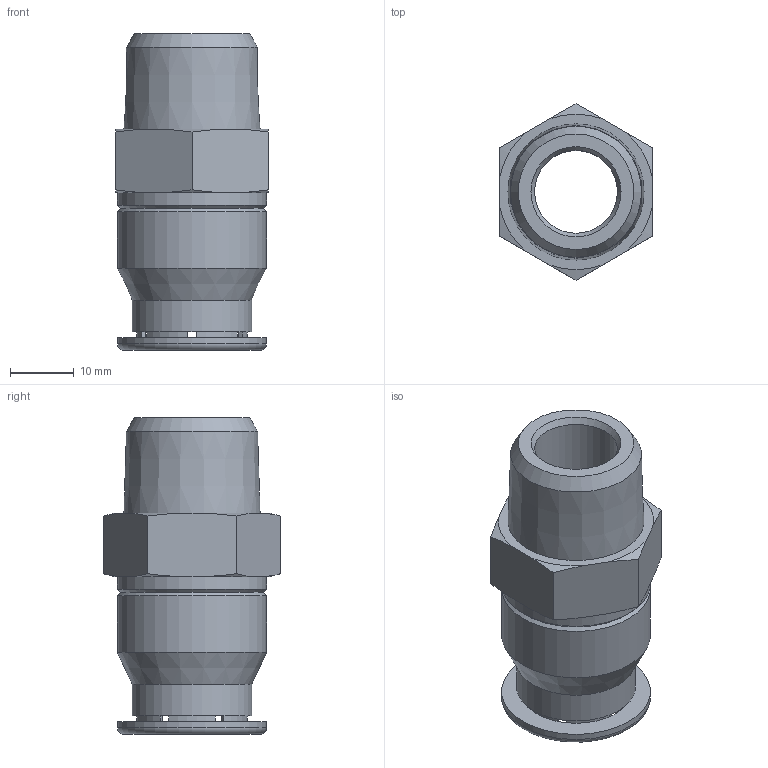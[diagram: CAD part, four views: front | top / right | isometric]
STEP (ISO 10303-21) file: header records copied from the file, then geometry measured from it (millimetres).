
FILE_DESCRIPTION(/* description */ ('STEP AP214'),/* implementation_level */ '2;1');
FILE_NAME(/* name */ '162869_CRQS-1_2-16',/* time_stamp */ '2024-08-08T20:07:20+02:00',/* author */ ('License CC BY-ND 4.0'),/* organization */ ('CADENAS'),/* preprocessor_version */ 'ST-DEVELOPER v19.3',/* originating_system */ 'PARTsolutions',/* authorisation */ ' ');
FILE_SCHEMA (('AUTOMOTIVE_DESIGN {1 0 10303 214 3 1 1}'));
Length unit declared in the file: millimetre
Products named in the file (1): 162869 CRQS-1/2-16
Bounding box: 24 x 27.71 x 49.7 mm (x, y, z)
Volume: 10436.3 mm3; surface area: 6720.6 mm2
Topology: 1 solids, 1 shells, 62 faces, 182 edges, 115 vertices
Faces by surface type: plane 25, cylinder 18, cone 18, torus 1
Full cylindrical faces by diameter (mm): 13 x1, 16 x1, 18.72 x1, 23.4 x3
Entity records: 2058 total; most frequent: CARTESIAN_POINT 415, ORIENTED_EDGE 334, DIRECTION 334, EDGE_CURVE 167, AXIS2_PLACEMENT_3D 128, VERTEX_POINT 113, EDGE_LOOP 82, FACE_BOUND 82
